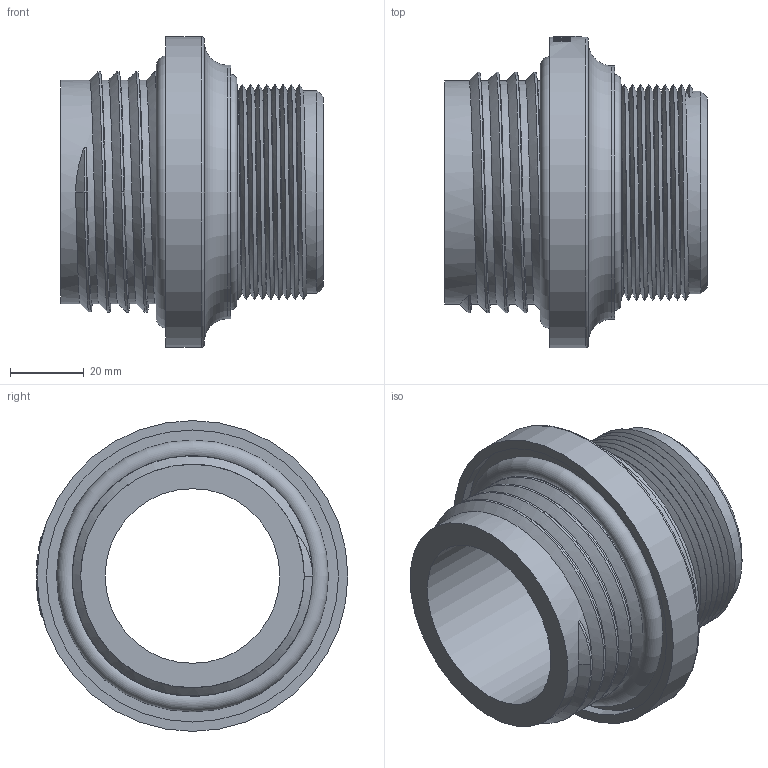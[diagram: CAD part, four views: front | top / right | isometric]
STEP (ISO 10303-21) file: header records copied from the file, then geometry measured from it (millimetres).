
FILE_DESCRIPTION(/* description */ ('#333 O-RING, EPDM'),/* implementation_level */ '2;1');
FILE_NAME(/* name */ 'MBP200.stp',/* time_stamp */ '2013-10-29T08:37:05-04:00',/* author */ ('DTruax'),/* organization */ (''),/* preprocessor_version */ 'ST-DEVELOPER v15.2',/* originating_system */ 'Autodesk Inventor 2014',/* authorisation */ '');
FILE_SCHEMA (('AUTOMOTIVE_DESIGN { 1 0 10303 214 3 1 1 }'));
Length unit declared in the file: inch
Products named in the file (5): MBP200G2; MBP200X; MBP200MX; MBP200G1; MBP200
Bounding box: 71.12 x 84.33 x 84.07 mm (x, y, z)
Volume: 110073.9 mm3; surface area: 44692.9 mm2
Topology: 3 solids, 3 shells, 174 faces, 461 edges, 304 vertices
Faces by surface type: bspline 66, plane 52, cylinder 47, cone 5, torus 4
Full cylindrical faces by diameter (mm): 47.244 x1, 54.864 x8, 58.42 x9, 60.452 x4, 65.024 x5, 66.294 x1, 68.58 x1, 78.994 x1, 84.074 x1
Entity records: 22939 total; most frequent: CARTESIAN_POINT 19728, ORIENTED_EDGE 736, DIRECTION 439, EDGE_CURVE 368, VERTEX_POINT 249, EDGE_LOOP 181, B_SPLINE_CURVE_WITH_KNOTS 174, AXIS2_PLACEMENT_3D 152
